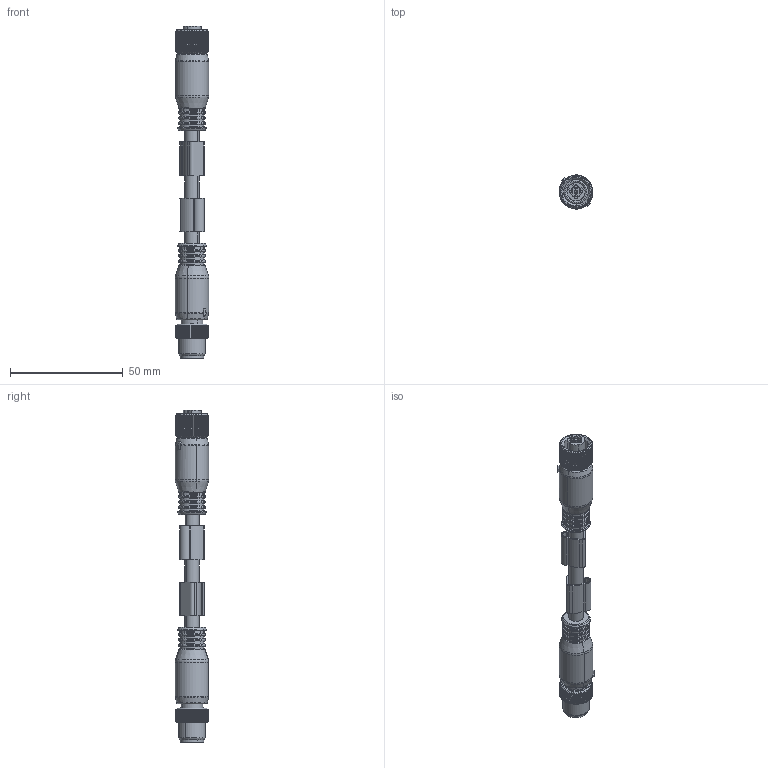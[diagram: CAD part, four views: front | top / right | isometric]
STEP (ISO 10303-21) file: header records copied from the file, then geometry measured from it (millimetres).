
FILE_DESCRIPTION(('CATIA V5 STEP Exchange','CAx-IF Rec.Pracs.--- Model Styling and Organization---1.5--- 2016-08-15','CAx-IF Rec.Pracs.---Supplemental Geometry---1.0---2011-11-01','CAx-IF Rec.Pracs.--- Composite Materials ---1.1---2010-07-15'),'2;1');
FILE_NAME ('2259393-2_0', '2026-02-03T06:30:55+00:00', ('none'), ('Weidmueller'), 'CATIA Version 5-6 Release 2024 SP4', 'CATIA V5 STEP AP214 v3', 'none');
FILE_SCHEMA(('AUTOMOTIVE_DESIGN { 1 0 10303 214 1 1 1 1 }'));
Length unit declared in the file: millimetre
Products named in the file (1): 3189060000
Bounding box: 14.98 x 14.98 x 147.5 mm (x, y, z)
Volume: 15185.8 mm3; surface area: 11014.5 mm2
Topology: 4 solids, 6 shells, 1025 faces, 2779 edges, 1790 vertices
Faces by surface type: plane 408, cylinder 355, cone 132, torus 118, sphere 8, revolution 4
Entity records: 31152 total; most frequent: CARTESIAN_POINT 7991, ORIENTED_EDGE 5538, DIRECTION 3366, EDGE_CURVE 2769, VERTEX_POINT 1790, AXIS2_PLACEMENT_3D 1635, VECTOR 1094, LINE 1094
